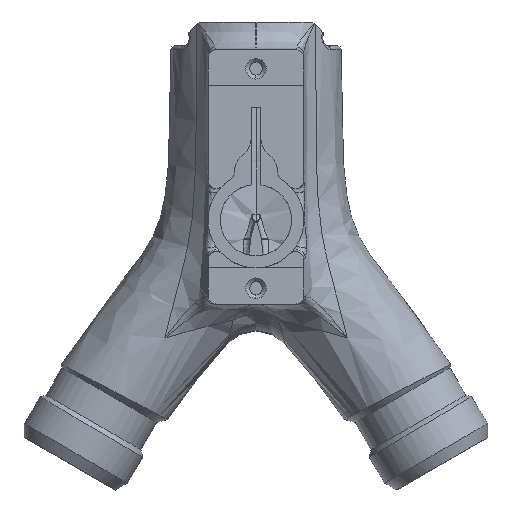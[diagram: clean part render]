
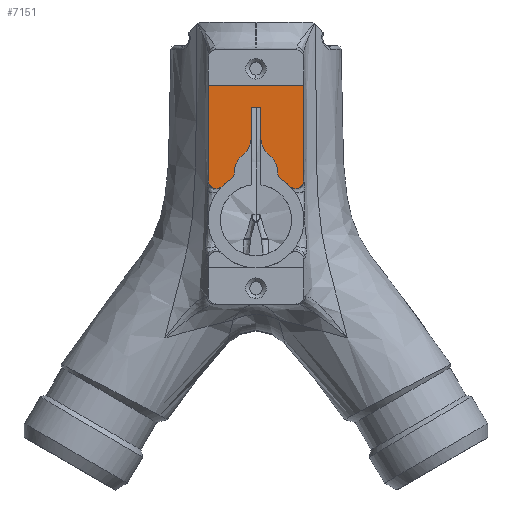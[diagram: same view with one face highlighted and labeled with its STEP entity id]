
A CAD part, front view. The second image highlights one B-rep face of the part: STEP entity #7151.
In plain terms, the highlighted planar face has unit normal (0, -1, 0).
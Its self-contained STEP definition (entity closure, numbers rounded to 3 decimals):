
#49 = EDGE_CURVE ( 'NONE', #11919, #6860, #6540, .T. ) ;
#349 = CIRCLE ( 'NONE', #9877, 6.05 ) ;
#418 = VERTEX_POINT ( 'NONE', #8050 ) ;
#490 = DIRECTION ( 'NONE',  ( 0., 0., -1. ) ) ;
#718 = CARTESIAN_POINT ( 'NONE',  ( 0., -15.35, -19. ) ) ;
#1060 = CARTESIAN_POINT ( 'NONE',  ( 4.291, -15.35, -20.735 ) ) ;
#1194 = EDGE_CURVE ( 'NONE', #9157, #8808, #14636, .T. ) ;
#1222 = CIRCLE ( 'NONE', #12096, 3. ) ;
#1382 = DIRECTION ( 'NONE',  ( -1., 0., 0. ) ) ;
#1387 = EDGE_CURVE ( 'NONE', #6812, #14353, #7363, .T. ) ;
#1423 = AXIS2_PLACEMENT_3D ( 'NONE', #10588, #5137, #6588 ) ;
#1434 = AXIS2_PLACEMENT_3D ( 'NONE', #13547, #8100, #16024 ) ;
#1460 = ORIENTED_EDGE ( 'NONE', *, *, #7888, .T. ) ;
#1577 = DIRECTION ( 'NONE',  ( 0., 0., -1. ) ) ;
#1627 = ORIENTED_EDGE ( 'NONE', *, *, #49, .T. ) ;
#1729 = VERTEX_POINT ( 'NONE', #10342 ) ;
#1739 = CARTESIAN_POINT ( 'NONE',  ( -0.6, -15.35, -10.8 ) ) ;
#1749 = CARTESIAN_POINT ( 'NONE',  ( 5., -15.35, -20.03 ) ) ;
#1910 = AXIS2_PLACEMENT_3D ( 'NONE', #15650, #12994, #11800 ) ;
#2028 = DIRECTION ( 'NONE',  ( 0., 0., -1. ) ) ;
#2071 = DIRECTION ( 'NONE',  ( 0., 0., -1. ) ) ;
#2228 = DIRECTION ( 'NONE',  ( 0., 0., -1. ) ) ;
#2287 = VECTOR ( 'NONE', #14914, 1000. ) ;
#2291 = VERTEX_POINT ( 'NONE', #6462 ) ;
#2402 = DIRECTION ( 'NONE',  ( 0., -1., 0. ) ) ;
#2519 = CIRCLE ( 'NONE', #12050, 3. ) ;
#2660 = CARTESIAN_POINT ( 'NONE',  ( -6., -15.35, -8. ) ) ;
#2785 = AXIS2_PLACEMENT_3D ( 'NONE', #6902, #5862, #16179 ) ;
#2837 = CIRCLE ( 'NONE', #3371, 1. ) ;
#2965 = ORIENTED_EDGE ( 'NONE', *, *, #12164, .T. ) ;
#3118 = CARTESIAN_POINT ( 'NONE',  ( 0.6, -15.35, -10.8 ) ) ;
#3316 = CARTESIAN_POINT ( 'NONE',  ( 0., -15.35, -25. ) ) ;
#3371 = AXIS2_PLACEMENT_3D ( 'NONE', #8892, #2402, #2228 ) ;
#3600 = ORIENTED_EDGE ( 'NONE', *, *, #8087, .T. ) ;
#3821 = CIRCLE ( 'NONE', #1910, 6.05 ) ;
#4067 = DIRECTION ( 'NONE',  ( 0., 0., -1. ) ) ;
#4346 = AXIS2_PLACEMENT_3D ( 'NONE', #11839, #15761, #4067 ) ;
#4483 = CARTESIAN_POINT ( 'NONE',  ( -6., -15.35, -8. ) ) ;
#4634 = EDGE_CURVE ( 'NONE', #14892, #6645, #15914, .T. ) ;
#4958 = AXIS2_PLACEMENT_3D ( 'NONE', #718, #7547, #2071 ) ;
#5136 = CARTESIAN_POINT ( 'NONE',  ( -0.6, -15.35, -10.8 ) ) ;
#5137 = DIRECTION ( 'NONE',  ( 0., -1., 0. ) ) ;
#5218 = LINE ( 'NONE', #5136, #7203 ) ;
#5324 = ORIENTED_EDGE ( 'NONE', *, *, #13907, .T. ) ;
#5862 = DIRECTION ( 'NONE',  ( 0., -1., 0. ) ) ;
#5920 = ORIENTED_EDGE ( 'NONE', *, *, #15796, .T. ) ;
#6115 = VECTOR ( 'NONE', #9516, 1000. ) ;
#6189 = CARTESIAN_POINT ( 'NONE',  ( -6., -15.35, -20.03 ) ) ;
#6270 = AXIS2_PLACEMENT_3D ( 'NONE', #1749, #13600, #16559 ) ;
#6462 = CARTESIAN_POINT ( 'NONE',  ( -4.291, -15.35, -20.735 ) ) ;
#6508 = CARTESIAN_POINT ( 'NONE',  ( 1.722, -15.35, -16.856 ) ) ;
#6521 = EDGE_CURVE ( 'NONE', #12131, #11919, #13672, .T. ) ;
#6540 = CIRCLE ( 'NONE', #4346, 2.75 ) ;
#6588 = DIRECTION ( 'NONE',  ( 0., 0., -1. ) ) ;
#6645 = VERTEX_POINT ( 'NONE', #7664 ) ;
#6742 = CARTESIAN_POINT ( 'NONE',  ( 2.75, -15.35, -19.022 ) ) ;
#6753 = VERTEX_POINT ( 'NONE', #11459 ) ;
#6812 = VERTEX_POINT ( 'NONE', #1060 ) ;
#6860 = VERTEX_POINT ( 'NONE', #16657 ) ;
#6902 = CARTESIAN_POINT ( 'NONE',  ( -3.75, -15.35, -19.03 ) ) ;
#7033 = EDGE_CURVE ( 'NONE', #9211, #10004, #12315, .T. ) ;
#7118 = VECTOR ( 'NONE', #10964, 1000. ) ;
#7127 = ORIENTED_EDGE ( 'NONE', *, *, #1194, .T. ) ;
#7151 = ADVANCED_FACE ( 'NONE', ( #12818 ), #14193, .T. ) ;
#7203 = VECTOR ( 'NONE', #1382, 1000. ) ;
#7330 = CARTESIAN_POINT ( 'NONE',  ( 3.6, -15.35, -14.516 ) ) ;
#7359 = CARTESIAN_POINT ( 'NONE',  ( -2.75, -15.35, -19.022 ) ) ;
#7363 = CIRCLE ( 'NONE', #6270, 1. ) ;
#7547 = DIRECTION ( 'NONE',  ( 0., 1., 0. ) ) ;
#7616 = CARTESIAN_POINT ( 'NONE',  ( -3.218, -15.35, -19.877 ) ) ;
#7664 = CARTESIAN_POINT ( 'NONE',  ( 0.6, -15.35, -10.8 ) ) ;
#7762 = ORIENTED_EDGE ( 'NONE', *, *, #15208, .T. ) ;
#7888 = EDGE_CURVE ( 'NONE', #10004, #6753, #12864, .T. ) ;
#8050 = CARTESIAN_POINT ( 'NONE',  ( -0.6, -15.35, -14.516 ) ) ;
#8065 = CARTESIAN_POINT ( 'NONE',  ( -6., -15.35, -8. ) ) ;
#8087 = EDGE_CURVE ( 'NONE', #6753, #6812, #349, .T. ) ;
#8100 = DIRECTION ( 'NONE',  ( 0., -1., 0. ) ) ;
#8186 = EDGE_CURVE ( 'NONE', #14892, #9211, #2519, .T. ) ;
#8451 = CARTESIAN_POINT ( 'NONE',  ( 0.6, -15.35, -14.516 ) ) ;
#8692 = DIRECTION ( 'NONE',  ( 0., 1., 0. ) ) ;
#8808 = VERTEX_POINT ( 'NONE', #6189 ) ;
#8892 = CARTESIAN_POINT ( 'NONE',  ( -5., -15.35, -20.03 ) ) ;
#9157 = VERTEX_POINT ( 'NONE', #2660 ) ;
#9211 = VERTEX_POINT ( 'NONE', #6508 ) ;
#9516 = DIRECTION ( 'NONE',  ( 0., 0., 1. ) ) ;
#9877 = AXIS2_PLACEMENT_3D ( 'NONE', #3316, #8692, #15262 ) ;
#9882 = DIRECTION ( 'NONE',  ( 0., -1., 0. ) ) ;
#9892 = ORIENTED_EDGE ( 'NONE', *, *, #7033, .T. ) ;
#9967 = CARTESIAN_POINT ( 'NONE',  ( -3.6, -15.35, -14.516 ) ) ;
#10004 = VERTEX_POINT ( 'NONE', #6742 ) ;
#10066 = ORIENTED_EDGE ( 'NONE', *, *, #8186, .T. ) ;
#10342 = CARTESIAN_POINT ( 'NONE',  ( 6., -15.35, -8. ) ) ;
#10387 = EDGE_CURVE ( 'NONE', #14205, #418, #10800, .T. ) ;
#10588 = CARTESIAN_POINT ( 'NONE',  ( 0., -15.35, 0. ) ) ;
#10624 = CARTESIAN_POINT ( 'NONE',  ( 6., -15.35, -8. ) ) ;
#10800 = LINE ( 'NONE', #12333, #12891 ) ;
#10964 = DIRECTION ( 'NONE',  ( 0., 0., 1. ) ) ;
#11374 = CARTESIAN_POINT ( 'NONE',  ( 6., -15.35, -20.03 ) ) ;
#11459 = CARTESIAN_POINT ( 'NONE',  ( 3.218, -15.35, -19.877 ) ) ;
#11653 = ORIENTED_EDGE ( 'NONE', *, *, #6521, .T. ) ;
#11800 = DIRECTION ( 'NONE',  ( 0., 0., -1. ) ) ;
#11839 = CARTESIAN_POINT ( 'NONE',  ( 0., -15.35, -19. ) ) ;
#11919 = VERTEX_POINT ( 'NONE', #7359 ) ;
#11942 = EDGE_LOOP ( 'NONE', ( #1627, #7762, #13820, #16237, #12984, #10066, #9892, #1460, #3600, #12807, #16557, #5324, #7127, #2965, #5920, #11653 ) ) ;
#12050 = AXIS2_PLACEMENT_3D ( 'NONE', #7330, #13985, #12263 ) ;
#12096 = AXIS2_PLACEMENT_3D ( 'NONE', #9967, #9882, #2028 ) ;
#12131 = VERTEX_POINT ( 'NONE', #7616 ) ;
#12164 = EDGE_CURVE ( 'NONE', #8808, #2291, #2837, .T. ) ;
#12239 = VECTOR ( 'NONE', #1577, 1000. ) ;
#12251 = LINE ( 'NONE', #4483, #2287 ) ;
#12263 = DIRECTION ( 'NONE',  ( 0., 0., -1. ) ) ;
#12315 = CIRCLE ( 'NONE', #4958, 2.75 ) ;
#12333 = CARTESIAN_POINT ( 'NONE',  ( -0.6, -15.35, -10.8 ) ) ;
#12807 = ORIENTED_EDGE ( 'NONE', *, *, #1387, .T. ) ;
#12818 = FACE_OUTER_BOUND ( 'NONE', #11942, .T. ) ;
#12864 = CIRCLE ( 'NONE', #1434, 1. ) ;
#12891 = VECTOR ( 'NONE', #490, 1000. ) ;
#12984 = ORIENTED_EDGE ( 'NONE', *, *, #4634, .F. ) ;
#12994 = DIRECTION ( 'NONE',  ( 0., 1., 0. ) ) ;
#13547 = CARTESIAN_POINT ( 'NONE',  ( 3.75, -15.35, -19.03 ) ) ;
#13600 = DIRECTION ( 'NONE',  ( 0., -1., 0. ) ) ;
#13672 = CIRCLE ( 'NONE', #2785, 1. ) ;
#13820 = ORIENTED_EDGE ( 'NONE', *, *, #10387, .F. ) ;
#13907 = EDGE_CURVE ( 'NONE', #1729, #9157, #12251, .T. ) ;
#13985 = DIRECTION ( 'NONE',  ( 0., -1., 0. ) ) ;
#14193 = PLANE ( 'NONE',  #1423 ) ;
#14205 = VERTEX_POINT ( 'NONE', #1739 ) ;
#14353 = VERTEX_POINT ( 'NONE', #11374 ) ;
#14548 = EDGE_CURVE ( 'NONE', #6645, #14205, #5218, .T. ) ;
#14636 = LINE ( 'NONE', #8065, #12239 ) ;
#14725 = LINE ( 'NONE', #10624, #6115 ) ;
#14892 = VERTEX_POINT ( 'NONE', #8451 ) ;
#14914 = DIRECTION ( 'NONE',  ( -1., 0., 0. ) ) ;
#15208 = EDGE_CURVE ( 'NONE', #6860, #418, #1222, .T. ) ;
#15262 = DIRECTION ( 'NONE',  ( 0., 0., -1. ) ) ;
#15499 = EDGE_CURVE ( 'NONE', #14353, #1729, #14725, .T. ) ;
#15650 = CARTESIAN_POINT ( 'NONE',  ( 0., -15.35, -25. ) ) ;
#15761 = DIRECTION ( 'NONE',  ( 0., 1., 0. ) ) ;
#15796 = EDGE_CURVE ( 'NONE', #2291, #12131, #3821, .T. ) ;
#15914 = LINE ( 'NONE', #3118, #7118 ) ;
#16024 = DIRECTION ( 'NONE',  ( 0., 0., -1. ) ) ;
#16179 = DIRECTION ( 'NONE',  ( 0., 0., -1. ) ) ;
#16237 = ORIENTED_EDGE ( 'NONE', *, *, #14548, .F. ) ;
#16557 = ORIENTED_EDGE ( 'NONE', *, *, #15499, .T. ) ;
#16559 = DIRECTION ( 'NONE',  ( 0., 0., -1. ) ) ;
#16657 = CARTESIAN_POINT ( 'NONE',  ( -1.722, -15.35, -16.856 ) ) ;
